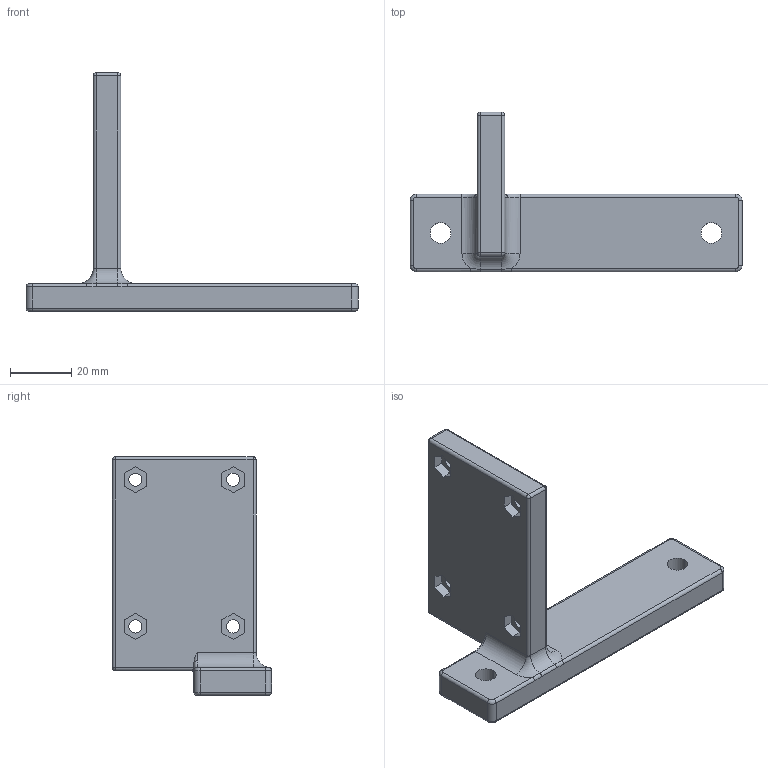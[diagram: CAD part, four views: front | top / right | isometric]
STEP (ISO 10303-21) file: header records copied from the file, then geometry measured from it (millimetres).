
FILE_DESCRIPTION(('FreeCAD Model'),'2;1');
FILE_NAME('Open CASCADE Shape Model','2023-05-25T17:30:51',(''),(''), 'Open CASCADE STEP processor 7.6','FreeCAD','Unknown');
FILE_SCHEMA(('AUTOMOTIVE_DESIGN { 1 0 10303 214 1 1 1 1 }'));
Length unit declared in the file: millimetre
Products named in the file (1): MountPlateBackFillet
Bounding box: 108.6 x 52.08 x 78 mm (x, y, z)
Volume: 52707 mm3; surface area: 16406.5 mm2
Topology: 1 solids, 1 shells, 107 faces, 261 edges, 152 vertices
Faces by surface type: plane 45, cylinder 37, torus 12, bspline 7, sphere 6
Full cylindrical faces by diameter (mm): 4.3 x4
Entity records: 6964 total; most frequent: CARTESIAN_POINT 1949, DIRECTION 901, LINE 519, VECTOR 519, ORIENTED_EDGE 506, PCURVE 506, DEFINITIONAL_REPRESENTATION 506, EDGE_CURVE 253
